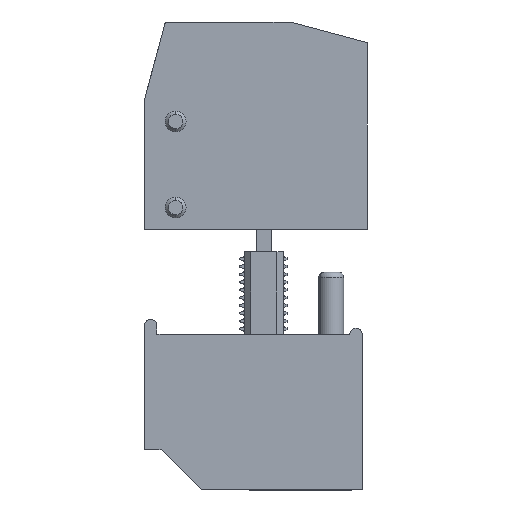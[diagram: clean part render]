
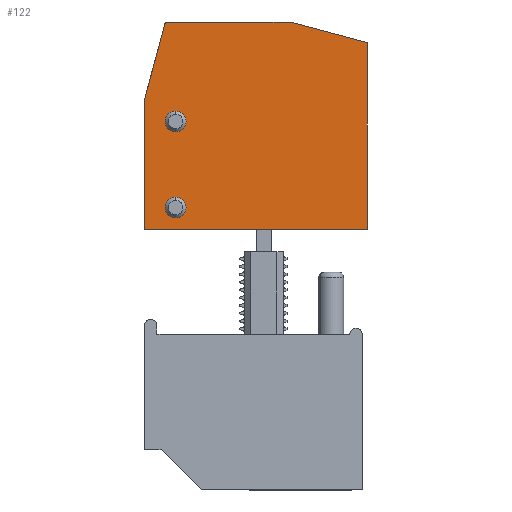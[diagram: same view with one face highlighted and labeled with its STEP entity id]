
A CAD part, left-side view. The second image highlights one B-rep face of the part: STEP entity #122.
In plain terms, the highlighted planar face has unit normal (-1, 0, 0).
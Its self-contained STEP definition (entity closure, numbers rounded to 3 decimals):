
#34=AXIS2_PLACEMENT_3D('Plane Axis2P3D',#31,#32,#33) ;
#88=AXIS2_PLACEMENT_3D('Circle Axis2P3D',#86,#87,$) ;
#97=AXIS2_PLACEMENT_3D('Circle Axis2P3D',#95,#96,$) ;
#106=AXIS2_PLACEMENT_3D('Circle Axis2P3D',#104,#105,$) ;
#115=AXIS2_PLACEMENT_3D('Circle Axis2P3D',#113,#114,$) ;
#31=CARTESIAN_POINT('Axis2P3D Location',(2.1,0.,0.)) ;
#36=CARTESIAN_POINT('Line Origine',(2.1,13.481,45.14)) ;
#40=CARTESIAN_POINT('Vertex',(2.1,19.501,45.14)) ;
#42=CARTESIAN_POINT('Vertex',(2.1,7.46,45.14)) ;
#45=CARTESIAN_POINT('Line Origine',(2.1,20.501,41.41)) ;
#49=CARTESIAN_POINT('Vertex',(2.1,21.5,37.68)) ;
#52=CARTESIAN_POINT('Line Origine',(2.1,21.5,31.41)) ;
#56=CARTESIAN_POINT('Vertex',(2.1,21.5,25.14)) ;
#59=CARTESIAN_POINT('Line Origine',(2.1,10.75,25.14)) ;
#63=CARTESIAN_POINT('Vertex',(2.1,0.,25.14)) ;
#66=CARTESIAN_POINT('Line Origine',(2.1,0.,34.141)) ;
#70=CARTESIAN_POINT('Vertex',(2.1,0.,43.141)) ;
#73=CARTESIAN_POINT('Line Origine',(2.1,3.73,44.141)) ;
#86=CARTESIAN_POINT('Axis2P3D Location',(2.1,18.5,35.54)) ;
#90=CARTESIAN_POINT('Vertex',(2.1,18.5,34.54)) ;
#92=CARTESIAN_POINT('Vertex',(2.1,18.5,36.54)) ;
#95=CARTESIAN_POINT('Axis2P3D Location',(2.1,18.5,35.54)) ;
#104=CARTESIAN_POINT('Axis2P3D Location',(2.1,18.5,27.24)) ;
#108=CARTESIAN_POINT('Vertex',(2.1,18.5,26.24)) ;
#110=CARTESIAN_POINT('Vertex',(2.1,18.5,28.24)) ;
#113=CARTESIAN_POINT('Axis2P3D Location',(2.1,18.5,27.24)) ;
#32=DIRECTION('Axis2P3D Direction',(1.,-0.,0.)) ;
#33=DIRECTION('Axis2P3D XDirection',(0.,0.,-1.)) ;
#37=DIRECTION('Vector Direction',(0.,1.,0.)) ;
#46=DIRECTION('Vector Direction',(0.,0.259,-0.966)) ;
#53=DIRECTION('Vector Direction',(0.,0.,-1.)) ;
#60=DIRECTION('Vector Direction',(0.,-1.,0.)) ;
#67=DIRECTION('Vector Direction',(0.,0.,1.)) ;
#74=DIRECTION('Vector Direction',(0.,0.966,0.259)) ;
#87=DIRECTION('Axis2P3D Direction',(1.,-0.,0.)) ;
#96=DIRECTION('Axis2P3D Direction',(1.,-0.,0.)) ;
#105=DIRECTION('Axis2P3D Direction',(1.,-0.,0.)) ;
#114=DIRECTION('Axis2P3D Direction',(1.,-0.,0.)) ;
#38=VECTOR('Line Direction',#37,1.) ;
#47=VECTOR('Line Direction',#46,1.) ;
#54=VECTOR('Line Direction',#53,1.) ;
#61=VECTOR('Line Direction',#60,1.) ;
#68=VECTOR('Line Direction',#67,1.) ;
#75=VECTOR('Line Direction',#74,1.) ;
#79=ORIENTED_EDGE('',*,*,#44,.F.) ;
#80=ORIENTED_EDGE('',*,*,#51,.F.) ;
#81=ORIENTED_EDGE('',*,*,#58,.F.) ;
#82=ORIENTED_EDGE('',*,*,#65,.F.) ;
#83=ORIENTED_EDGE('',*,*,#72,.F.) ;
#84=ORIENTED_EDGE('',*,*,#77,.F.) ;
#101=ORIENTED_EDGE('',*,*,#94,.F.) ;
#102=ORIENTED_EDGE('',*,*,#99,.F.) ;
#119=ORIENTED_EDGE('',*,*,#112,.F.) ;
#120=ORIENTED_EDGE('',*,*,#117,.F.) ;
#103=FACE_BOUND('',#100,.T.) ;
#121=FACE_BOUND('',#118,.T.) ;
#122=ADVANCED_FACE('GH-DE-SMSE WGK 4_Z SW_NAUO1',(#85,#103,#121),#35,.F.) ;
#89=CIRCLE('generated circle',#88,1.) ;
#98=CIRCLE('generated circle',#97,1.) ;
#107=CIRCLE('generated circle',#106,1.) ;
#116=CIRCLE('generated circle',#115,1.) ;
#44=EDGE_CURVE('',#41,#43,#39,.F.) ;
#51=EDGE_CURVE('',#50,#41,#48,.F.) ;
#58=EDGE_CURVE('',#57,#50,#55,.F.) ;
#65=EDGE_CURVE('',#64,#57,#62,.F.) ;
#72=EDGE_CURVE('',#71,#64,#69,.F.) ;
#77=EDGE_CURVE('',#43,#71,#76,.F.) ;
#94=EDGE_CURVE('',#91,#93,#89,.F.) ;
#99=EDGE_CURVE('',#93,#91,#98,.F.) ;
#112=EDGE_CURVE('',#109,#111,#107,.F.) ;
#117=EDGE_CURVE('',#111,#109,#116,.F.) ;
#78=EDGE_LOOP('',(#79,#80,#81,#82,#83,#84)) ;
#100=EDGE_LOOP('',(#101,#102)) ;
#118=EDGE_LOOP('',(#119,#120)) ;
#85=FACE_OUTER_BOUND('',#78,.T.) ;
#39=LINE('Line',#36,#38) ;
#48=LINE('Line',#45,#47) ;
#55=LINE('Line',#52,#54) ;
#62=LINE('Line',#59,#61) ;
#69=LINE('Line',#66,#68) ;
#76=LINE('Line',#73,#75) ;
#35=PLANE('',#34) ;
#41=VERTEX_POINT('',#40) ;
#43=VERTEX_POINT('',#42) ;
#50=VERTEX_POINT('',#49) ;
#57=VERTEX_POINT('',#56) ;
#64=VERTEX_POINT('',#63) ;
#71=VERTEX_POINT('',#70) ;
#91=VERTEX_POINT('',#90) ;
#93=VERTEX_POINT('',#92) ;
#109=VERTEX_POINT('',#108) ;
#111=VERTEX_POINT('',#110) ;
